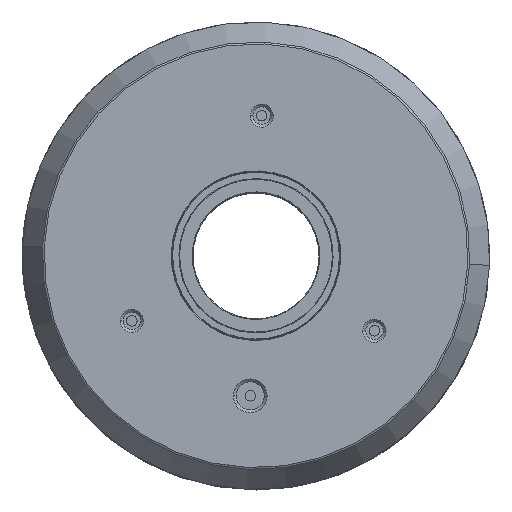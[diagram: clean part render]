
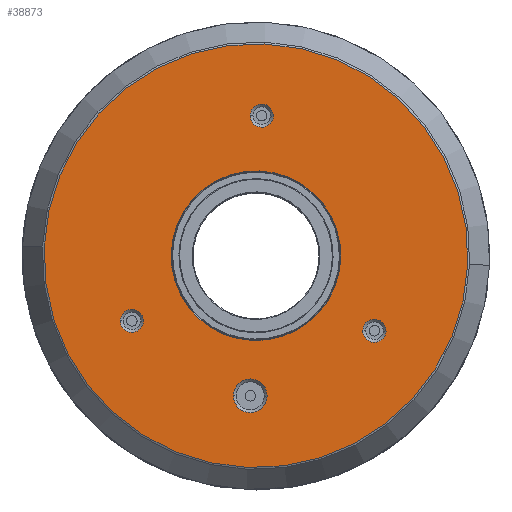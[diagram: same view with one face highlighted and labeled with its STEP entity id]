
A CAD part, top view. The second image highlights one B-rep face of the part: STEP entity #38873.
In plain terms, the highlighted planar face has unit normal (0, 0, 1).
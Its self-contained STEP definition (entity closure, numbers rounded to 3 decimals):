
#174 = VERTEX_POINT ( 'NONE', #3524 ) ;
#959 = CARTESIAN_POINT ( 'NONE',  ( -16.065, -9.353, -75.048 ) ) ;
#1836 = CARTESIAN_POINT ( 'NONE',  ( -12.09, 0.493, -75.048 ) ) ;
#1933 = AXIS2_PLACEMENT_3D ( 'NONE', #30238, #19181, #44379 ) ;
#2631 = CARTESIAN_POINT ( 'NONE',  ( 18.547, -10.765, -75.048 ) ) ;
#3447 = DIRECTION ( 'NONE',  ( 0., 0., -1. ) ) ;
#3524 = CARTESIAN_POINT ( 'NONE',  ( 1.583, -20.081, -75.048 ) ) ;
#3921 = EDGE_CURVE ( 'NONE', #39331, #21974, #10534, .T. ) ;
#4310 = ORIENTED_EDGE ( 'NONE', *, *, #16299, .T. ) ;
#4709 = CIRCLE ( 'NONE', #38331, 1.65 ) ;
#5144 = FACE_BOUND ( 'NONE', #41396, .T. ) ;
#6039 = AXIS2_PLACEMENT_3D ( 'NONE', #33801, #40792, #44039 ) ;
#6407 = ORIENTED_EDGE ( 'NONE', *, *, #38734, .T. ) ;
#6922 = EDGE_CURVE ( 'NONE', #14593, #26300, #18630, .T. ) ;
#7009 = ORIENTED_EDGE ( 'NONE', *, *, #3921, .T. ) ;
#7232 = EDGE_CURVE ( 'NONE', #21974, #39331, #4709, .T. ) ;
#7905 = VERTEX_POINT ( 'NONE', #37590 ) ;
#8458 = FACE_BOUND ( 'NONE', #11275, .T. ) ;
#8915 = EDGE_LOOP ( 'NONE', ( #22012, #44567 ) ) ;
#9033 = CIRCLE ( 'NONE', #18079, 30.232 ) ;
#9362 = ORIENTED_EDGE ( 'NONE', *, *, #12946, .F. ) ;
#10534 = CIRCLE ( 'NONE', #6039, 1.65 ) ;
#10538 = VERTEX_POINT ( 'NONE', #959 ) ;
#10913 = DIRECTION ( 'NONE',  ( -0.999, 0.041, 0. ) ) ;
#11222 = CARTESIAN_POINT ( 'NONE',  ( 0., 0., -75.048 ) ) ;
#11275 = EDGE_LOOP ( 'NONE', ( #29914, #18827 ) ) ;
#11617 = AXIS2_PLACEMENT_3D ( 'NONE', #20700, #38467, #24261 ) ;
#12096 = CARTESIAN_POINT ( 'NONE',  ( 0., 0., -75.048 ) ) ;
#12371 = FACE_OUTER_BOUND ( 'NONE', #41249, .T. ) ;
#12946 = EDGE_CURVE ( 'NONE', #7905, #20575, #15450, .T. ) ;
#13184 = CARTESIAN_POINT ( 'NONE',  ( -17.714, -9.286, -75.048 ) ) ;
#13340 = AXIS2_PLACEMENT_3D ( 'NONE', #23963, #34876, #37999 ) ;
#13867 = CARTESIAN_POINT ( 'NONE',  ( -0.815, -19.983, -75.048 ) ) ;
#14149 = PLANE ( 'NONE',  #27026 ) ;
#14405 = CARTESIAN_POINT ( 'NONE',  ( 0., 0., -75.048 ) ) ;
#14408 = AXIS2_PLACEMENT_3D ( 'NONE', #17568, #32365, #39062 ) ;
#14593 = VERTEX_POINT ( 'NONE', #33309 ) ;
#15450 = CIRCLE ( 'NONE', #14408, 30.232 ) ;
#15473 = ORIENTED_EDGE ( 'NONE', *, *, #7232, .T. ) ;
#15505 = AXIS2_PLACEMENT_3D ( 'NONE', #45790, #31349, #45343 ) ;
#15688 = EDGE_CURVE ( 'NONE', #27119, #34490, #27050, .T. ) ;
#16299 = EDGE_CURVE ( 'NONE', #31680, #10538, #19784, .T. ) ;
#16597 = CARTESIAN_POINT ( 'NONE',  ( 12.09, -0.493, -75.048 ) ) ;
#17568 = CARTESIAN_POINT ( 'NONE',  ( 0., 0., -75.048 ) ) ;
#17722 = CARTESIAN_POINT ( 'NONE',  ( 0., 0., -75.048 ) ) ;
#17910 = FACE_BOUND ( 'NONE', #41418, .T. ) ;
#17969 = DIRECTION ( 'NONE',  ( 0., 0., -1. ) ) ;
#18079 = AXIS2_PLACEMENT_3D ( 'NONE', #11222, #32254, #10913 ) ;
#18090 = AXIS2_PLACEMENT_3D ( 'NONE', #14405, #17969, #43482 ) ;
#18615 = CIRCLE ( 'NONE', #35928, 12.1 ) ;
#18630 = CIRCLE ( 'NONE', #1933, 1.65 ) ;
#18827 = ORIENTED_EDGE ( 'NONE', *, *, #42407, .T. ) ;
#19181 = DIRECTION ( 'NONE',  ( 0., 0., -1. ) ) ;
#19784 = CIRCLE ( 'NONE', #24354, 1.65 ) ;
#20037 = DIRECTION ( 'NONE',  ( 0.999, -0.041, 0. ) ) ;
#20575 = VERTEX_POINT ( 'NONE', #35197 ) ;
#20700 = CARTESIAN_POINT ( 'NONE',  ( 0.815, 19.983, -75.048 ) ) ;
#20827 = DIRECTION ( 'NONE',  ( 0., -1., 0. ) ) ;
#21974 = VERTEX_POINT ( 'NONE', #2631 ) ;
#22012 = ORIENTED_EDGE ( 'NONE', *, *, #15688, .T. ) ;
#22981 = DIRECTION ( 'NONE',  ( 0., 0., -1. ) ) ;
#23202 = CIRCLE ( 'NONE', #11617, 1.65 ) ;
#23963 = CARTESIAN_POINT ( 'NONE',  ( -17.714, -9.286, -75.048 ) ) ;
#24261 = DIRECTION ( 'NONE',  ( 0.999, -0.041, 0. ) ) ;
#24354 = AXIS2_PLACEMENT_3D ( 'NONE', #13184, #41209, #20037 ) ;
#24726 = DIRECTION ( 'NONE',  ( 0.999, -0.041, 0. ) ) ;
#26300 = VERTEX_POINT ( 'NONE', #46125 ) ;
#26309 = ORIENTED_EDGE ( 'NONE', *, *, #33060, .T. ) ;
#26450 = CIRCLE ( 'NONE', #30804, 2.4 ) ;
#27026 = AXIS2_PLACEMENT_3D ( 'NONE', #17722, #3447, #20827 ) ;
#27050 = CIRCLE ( 'NONE', #18090, 12.1 ) ;
#27119 = VERTEX_POINT ( 'NONE', #16597 ) ;
#27392 = FACE_BOUND ( 'NONE', #8915, .T. ) ;
#28006 = DIRECTION ( 'NONE',  ( 0.999, -0.041, 0. ) ) ;
#28162 = DIRECTION ( 'NONE',  ( 0., 0., -1. ) ) ;
#28231 = CARTESIAN_POINT ( 'NONE',  ( 15.25, -10.63, -75.048 ) ) ;
#28315 = CARTESIAN_POINT ( 'NONE',  ( 16.899, -10.697, -75.048 ) ) ;
#28647 = CIRCLE ( 'NONE', #15505, 2.4 ) ;
#29914 = ORIENTED_EDGE ( 'NONE', *, *, #6922, .T. ) ;
#30238 = CARTESIAN_POINT ( 'NONE',  ( 0.815, 19.983, -75.048 ) ) ;
#30432 = DIRECTION ( 'NONE',  ( 0.999, -0.041, 0. ) ) ;
#30804 = AXIS2_PLACEMENT_3D ( 'NONE', #13867, #28162, #24726 ) ;
#31349 = DIRECTION ( 'NONE',  ( 0., 0., -1. ) ) ;
#31680 = VERTEX_POINT ( 'NONE', #45772 ) ;
#32098 = ORIENTED_EDGE ( 'NONE', *, *, #38472, .F. ) ;
#32254 = DIRECTION ( 'NONE',  ( 0., 0., -1. ) ) ;
#32365 = DIRECTION ( 'NONE',  ( 0., 0., -1. ) ) ;
#33060 = EDGE_CURVE ( 'NONE', #174, #36042, #28647, .T. ) ;
#33309 = CARTESIAN_POINT ( 'NONE',  ( 2.464, 19.916, -75.048 ) ) ;
#33455 = EDGE_CURVE ( 'NONE', #36042, #174, #26450, .T. ) ;
#33590 = CIRCLE ( 'NONE', #13340, 1.65 ) ;
#33801 = CARTESIAN_POINT ( 'NONE',  ( 16.899, -10.697, -75.048 ) ) ;
#34490 = VERTEX_POINT ( 'NONE', #1836 ) ;
#34876 = DIRECTION ( 'NONE',  ( 0., 0., -1. ) ) ;
#35197 = CARTESIAN_POINT ( 'NONE',  ( -30.207, 1.232, -75.048 ) ) ;
#35928 = AXIS2_PLACEMENT_3D ( 'NONE', #12096, #22981, #30432 ) ;
#36042 = VERTEX_POINT ( 'NONE', #43653 ) ;
#36810 = EDGE_LOOP ( 'NONE', ( #6407, #4310 ) ) ;
#37590 = CARTESIAN_POINT ( 'NONE',  ( 30.207, -1.232, -75.048 ) ) ;
#37999 = DIRECTION ( 'NONE',  ( 0.999, -0.041, 0. ) ) ;
#38331 = AXIS2_PLACEMENT_3D ( 'NONE', #28315, #38917, #28006 ) ;
#38467 = DIRECTION ( 'NONE',  ( 0., 0., -1. ) ) ;
#38472 = EDGE_CURVE ( 'NONE', #20575, #7905, #9033, .T. ) ;
#38734 = EDGE_CURVE ( 'NONE', #10538, #31680, #33590, .T. ) ;
#38873 = ADVANCED_FACE ( 'NONE', ( #12371, #17910, #27392, #8458, #5144, #41884 ), #14149, .F. ) ;
#38917 = DIRECTION ( 'NONE',  ( 0., 0., -1. ) ) ;
#39062 = DIRECTION ( 'NONE',  ( -0.999, 0.041, 0. ) ) ;
#39331 = VERTEX_POINT ( 'NONE', #28231 ) ;
#40792 = DIRECTION ( 'NONE',  ( 0., 0., -1. ) ) ;
#41209 = DIRECTION ( 'NONE',  ( 0., 0., -1. ) ) ;
#41249 = EDGE_LOOP ( 'NONE', ( #32098, #9362 ) ) ;
#41396 = EDGE_LOOP ( 'NONE', ( #15473, #7009 ) ) ;
#41418 = EDGE_LOOP ( 'NONE', ( #26309, #46015 ) ) ;
#41884 = FACE_BOUND ( 'NONE', #36810, .T. ) ;
#42407 = EDGE_CURVE ( 'NONE', #26300, #14593, #23202, .T. ) ;
#43482 = DIRECTION ( 'NONE',  ( 0.999, -0.041, 0. ) ) ;
#43653 = CARTESIAN_POINT ( 'NONE',  ( -3.213, -19.886, -75.048 ) ) ;
#44039 = DIRECTION ( 'NONE',  ( 0.999, -0.041, 0. ) ) ;
#44321 = EDGE_CURVE ( 'NONE', #34490, #27119, #18615, .T. ) ;
#44379 = DIRECTION ( 'NONE',  ( 0.999, -0.041, 0. ) ) ;
#44567 = ORIENTED_EDGE ( 'NONE', *, *, #44321, .T. ) ;
#45343 = DIRECTION ( 'NONE',  ( 0.999, -0.041, 0. ) ) ;
#45772 = CARTESIAN_POINT ( 'NONE',  ( -19.362, -9.219, -75.048 ) ) ;
#45790 = CARTESIAN_POINT ( 'NONE',  ( -0.815, -19.983, -75.048 ) ) ;
#46015 = ORIENTED_EDGE ( 'NONE', *, *, #33455, .T. ) ;
#46125 = CARTESIAN_POINT ( 'NONE',  ( -0.834, 20.051, -75.048 ) ) ;
